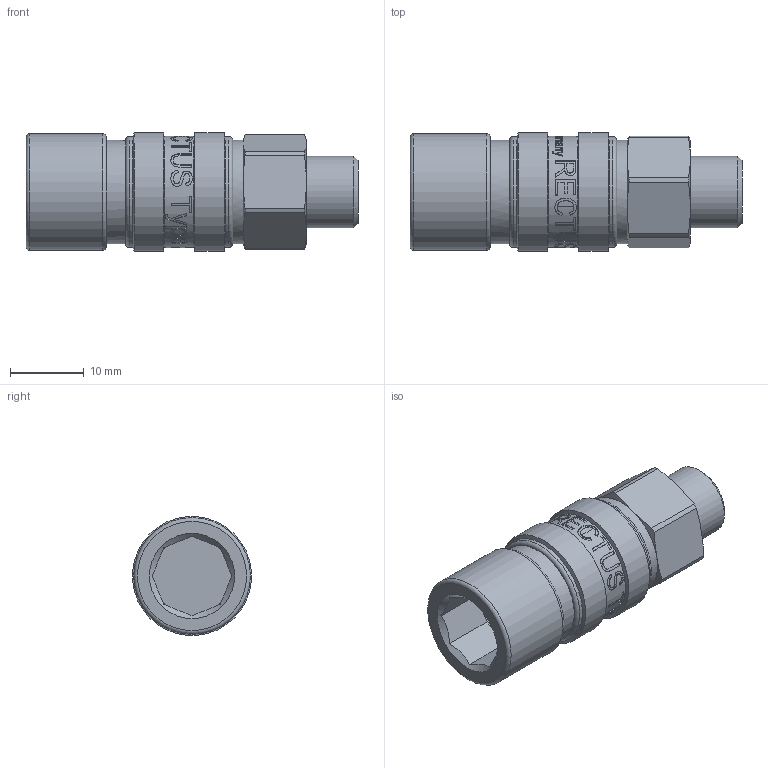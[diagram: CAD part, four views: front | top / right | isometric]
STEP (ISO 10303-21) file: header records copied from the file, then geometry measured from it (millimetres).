
FILE_DESCRIPTION((''),'2;1');
FILE_NAME('21kaaw10mpn8.stp','2014-08-05T10:07:06',('IA176480'),(''),'Autodesk Inventor 2013','Autodesk Inventor 2013','');
FILE_SCHEMA(('AUTOMOTIVE_DESIGN { 1 0 10303 214 1 1 1 1 }'));
Length unit declared in the file: millimetre
Products named in the file (1): D111292
Bounding box: 45 x 16.09 x 16.09 mm (x, y, z)
Volume: 6266.9 mm3; surface area: 4253.1 mm2
Topology: 1 solids, 4 shells, 447 faces, 1181 edges, 782 vertices
Faces by surface type: bspline 178, plane 170, cylinder 65, cone 28, torus 6
Full cylindrical faces by diameter (mm): 9.728 x1, 10.675 x2, 10.7 x1, 11.4 x1, 12 x2, 12.1 x1, 12.15 x1, 14 x4, 15.1 x3, 15.8 x1, 16.15 x2
Entity records: 59511 total; most frequent: CARTESIAN_POINT 49757, ORIENTED_EDGE 2246, DIRECTION 1253, EDGE_CURVE 1123, VERTEX_POINT 768, EDGE_LOOP 535, B_SPLINE_CURVE_WITH_KNOTS 503, FACE_OUTER_BOUND 446
